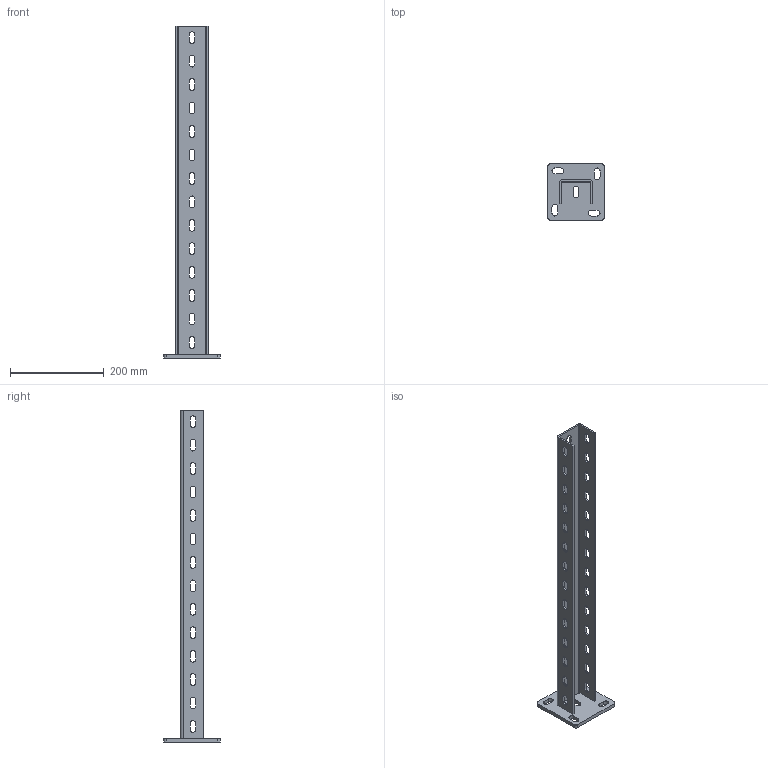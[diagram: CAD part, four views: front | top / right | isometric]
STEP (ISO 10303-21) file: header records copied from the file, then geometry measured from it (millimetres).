
FILE_DESCRIPTION (( 'STEP AP214' ), '1' );
FILE_NAME ('Äåòàë__700.STEP', '2023-04-03T10:43:03', ( '' ), ( '' ), 'SwSTEP 2.0', 'SolidWorks 2022', '' );
FILE_SCHEMA (( 'AUTOMOTIVE_DESIGN' ));
Length unit declared in the file: millimetre
Products named in the file (1): Детал__700
Bounding box: 120 x 120 x 708 mm (x, y, z)
Volume: 500988.7 mm3; surface area: 247266.4 mm2
Topology: 1 solids, 1 shells, 255 faces, 756 edges, 504 vertices
Faces by surface type: cylinder 146, plane 109
Entity records: 8864 total; most frequent: DIRECTION 1560, CARTESIAN_POINT 1516, ORIENTED_EDGE 1512, EDGE_CURVE 756, AXIS2_PLACEMENT_3D 548, VERTEX_POINT 504, LINE 464, VECTOR 464
